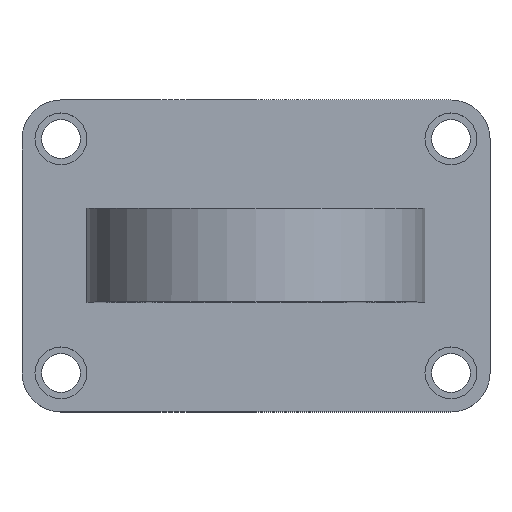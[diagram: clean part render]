
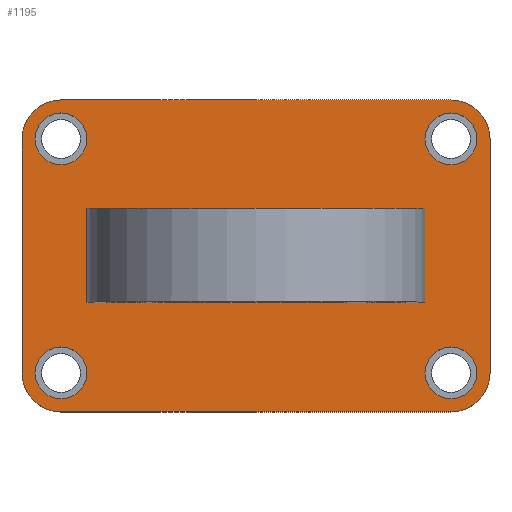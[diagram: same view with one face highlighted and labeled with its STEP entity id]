
A CAD part, top view. The second image highlights one B-rep face of the part: STEP entity #1195.
In plain terms, the highlighted planar face has unit normal (0, 0, 1).
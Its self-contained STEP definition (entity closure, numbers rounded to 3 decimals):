
#134=FACE_BOUND('',#467,.T.);
#135=FACE_BOUND('',#468,.T.);
#136=FACE_BOUND('',#469,.T.);
#137=FACE_BOUND('',#470,.T.);
#138=FACE_BOUND('',#471,.T.);
#139=FACE_BOUND('',#472,.T.);
#206=CIRCLE('',#1322,10.);
#209=CIRCLE('',#1328,10.);
#212=CIRCLE('',#1334,10.);
#215=CIRCLE('',#1340,10.);
#216=CIRCLE('',#1344,15.);
#217=CIRCLE('',#1347,15.);
#218=CIRCLE('',#1350,15.);
#219=CIRCLE('',#1352,15.);
#467=EDGE_LOOP('',(#1069,#1070,#1071,#1072));
#468=EDGE_LOOP('',(#1073));
#469=EDGE_LOOP('',(#1074));
#470=EDGE_LOOP('',(#1075));
#471=EDGE_LOOP('',(#1076));
#472=EDGE_LOOP('',(#1077,#1078,#1079,#1080,#1081,#1082,#1083,#1084));
#490=LINE('',#1770,#540);
#507=LINE('',#2037,#557);
#510=LINE('',#2042,#560);
#512=LINE('',#2046,#562);
#513=LINE('',#2048,#563);
#514=LINE('',#2088,#564);
#518=LINE('',#2097,#568);
#521=LINE('',#2105,#571);
#540=VECTOR('',#1401,90.);
#557=VECTOR('',#1622,130.);
#560=VECTOR('',#1627,36.);
#562=VECTOR('',#1631,130.);
#563=VECTOR('',#1634,36.);
#564=VECTOR('',#1685,150.);
#568=VECTOR('',#1695,90.);
#571=VECTOR('',#1704,150.);
#593=VERTEX_POINT('',#1767);
#594=VERTEX_POINT('',#1769);
#661=VERTEX_POINT('',#2034);
#662=VERTEX_POINT('',#2036);
#663=VERTEX_POINT('',#2040);
#664=VERTEX_POINT('',#2044);
#667=VERTEX_POINT('',#2055);
#670=VERTEX_POINT('',#2064);
#673=VERTEX_POINT('',#2073);
#676=VERTEX_POINT('',#2082);
#677=VERTEX_POINT('',#2086);
#678=VERTEX_POINT('',#2087);
#679=VERTEX_POINT('',#2092);
#680=VERTEX_POINT('',#2096);
#681=VERTEX_POINT('',#2100);
#682=VERTEX_POINT('',#2104);
#708=EDGE_CURVE('',#593,#594,#490,.T.);
#785=EDGE_CURVE('',#662,#661,#507,.T.);
#788=EDGE_CURVE('',#661,#663,#510,.T.);
#790=EDGE_CURVE('',#663,#664,#512,.T.);
#791=EDGE_CURVE('',#664,#662,#513,.T.);
#794=EDGE_CURVE('',#667,#667,#206,.T.);
#797=EDGE_CURVE('',#670,#670,#209,.T.);
#800=EDGE_CURVE('',#673,#673,#212,.T.);
#803=EDGE_CURVE('',#676,#676,#215,.T.);
#804=EDGE_CURVE('',#677,#678,#514,.T.);
#807=EDGE_CURVE('',#678,#679,#216,.T.);
#809=EDGE_CURVE('',#679,#680,#518,.T.);
#811=EDGE_CURVE('',#680,#681,#217,.T.);
#813=EDGE_CURVE('',#681,#682,#521,.T.);
#815=EDGE_CURVE('',#682,#593,#218,.T.);
#816=EDGE_CURVE('',#594,#677,#219,.T.);
#1069=ORIENTED_EDGE('',*,*,#788,.T.);
#1070=ORIENTED_EDGE('',*,*,#790,.T.);
#1071=ORIENTED_EDGE('',*,*,#791,.T.);
#1072=ORIENTED_EDGE('',*,*,#785,.T.);
#1073=ORIENTED_EDGE('',*,*,#794,.T.);
#1074=ORIENTED_EDGE('',*,*,#797,.T.);
#1075=ORIENTED_EDGE('',*,*,#800,.T.);
#1076=ORIENTED_EDGE('',*,*,#803,.T.);
#1077=ORIENTED_EDGE('',*,*,#804,.F.);
#1078=ORIENTED_EDGE('',*,*,#816,.F.);
#1079=ORIENTED_EDGE('',*,*,#708,.F.);
#1080=ORIENTED_EDGE('',*,*,#815,.F.);
#1081=ORIENTED_EDGE('',*,*,#813,.F.);
#1082=ORIENTED_EDGE('',*,*,#811,.F.);
#1083=ORIENTED_EDGE('',*,*,#809,.F.);
#1084=ORIENTED_EDGE('',*,*,#807,.F.);
#1120=PLANE('',#1353);
#1195=ADVANCED_FACE('',(#134,#135,#136,#137,#138,#139),#1120,.T.);
#1322=AXIS2_PLACEMENT_3D('',#2056,#1643,#1644);
#1328=AXIS2_PLACEMENT_3D('',#2065,#1655,#1656);
#1334=AXIS2_PLACEMENT_3D('',#2074,#1667,#1668);
#1340=AXIS2_PLACEMENT_3D('',#2083,#1679,#1680);
#1344=AXIS2_PLACEMENT_3D('',#2093,#1690,#1691);
#1347=AXIS2_PLACEMENT_3D('',#2101,#1699,#1700);
#1350=AXIS2_PLACEMENT_3D('',#2108,#1708,#1709);
#1352=AXIS2_PLACEMENT_3D('',#2110,#1712,#1713);
#1353=AXIS2_PLACEMENT_3D('',#2111,#1714,#1715);
#1401=DIRECTION('',(0.,1.,0.));
#1622=DIRECTION('',(1.,0.,0.));
#1627=DIRECTION('',(0.,-1.,0.));
#1631=DIRECTION('',(-1.,0.,0.));
#1634=DIRECTION('',(0.,1.,0.));
#1643=DIRECTION('center_axis',(0.,0.,-1.));
#1644=DIRECTION('ref_axis',(1.,0.,0.));
#1655=DIRECTION('center_axis',(0.,0.,-1.));
#1656=DIRECTION('ref_axis',(1.,0.,0.));
#1667=DIRECTION('center_axis',(0.,0.,-1.));
#1668=DIRECTION('ref_axis',(1.,0.,0.));
#1679=DIRECTION('center_axis',(0.,0.,-1.));
#1680=DIRECTION('ref_axis',(1.,0.,0.));
#1685=DIRECTION('',(1.,0.,0.));
#1690=DIRECTION('center_axis',(0.,0.,-1.));
#1691=DIRECTION('ref_axis',(1.,0.,0.));
#1695=DIRECTION('',(0.,-1.,0.));
#1699=DIRECTION('center_axis',(0.,0.,-1.));
#1700=DIRECTION('ref_axis',(0.,-1.,0.));
#1704=DIRECTION('',(-1.,0.,0.));
#1708=DIRECTION('center_axis',(0.,0.,-1.));
#1709=DIRECTION('ref_axis',(-1.,0.,0.));
#1712=DIRECTION('center_axis',(0.,0.,-1.));
#1713=DIRECTION('ref_axis',(0.,1.,0.));
#1714=DIRECTION('center_axis',(0.,0.,1.));
#1715=DIRECTION('ref_axis',(1.,0.,0.));
#1767=CARTESIAN_POINT('',(-90.,-45.,19.));
#1769=CARTESIAN_POINT('',(-90.,45.,19.));
#1770=CARTESIAN_POINT('',(-90.,45.,19.));
#2034=CARTESIAN_POINT('',(65.,18.,19.));
#2036=CARTESIAN_POINT('',(-65.,18.,19.));
#2037=CARTESIAN_POINT('',(-32.5,18.,19.));
#2040=CARTESIAN_POINT('',(65.,-18.,19.));
#2042=CARTESIAN_POINT('',(65.,9.,19.));
#2044=CARTESIAN_POINT('',(-65.,-18.,19.));
#2046=CARTESIAN_POINT('',(32.5,-18.,19.));
#2048=CARTESIAN_POINT('',(-65.,-9.,19.));
#2055=CARTESIAN_POINT('',(85.,45.,19.));
#2056=CARTESIAN_POINT('Origin',(75.,45.,19.));
#2064=CARTESIAN_POINT('',(-65.,-45.,19.));
#2065=CARTESIAN_POINT('Origin',(-75.,-45.,19.));
#2073=CARTESIAN_POINT('',(-65.,45.,19.));
#2074=CARTESIAN_POINT('Origin',(-75.,45.,19.));
#2082=CARTESIAN_POINT('',(85.,-45.,19.));
#2083=CARTESIAN_POINT('Origin',(75.,-45.,19.));
#2086=CARTESIAN_POINT('',(-75.,60.,19.));
#2087=CARTESIAN_POINT('',(75.,60.,19.));
#2088=CARTESIAN_POINT('',(75.,60.,19.));
#2092=CARTESIAN_POINT('',(90.,45.,19.));
#2093=CARTESIAN_POINT('Origin',(75.,45.,19.));
#2096=CARTESIAN_POINT('',(90.,-45.,19.));
#2097=CARTESIAN_POINT('',(90.,-45.,19.));
#2100=CARTESIAN_POINT('',(75.,-60.,19.));
#2101=CARTESIAN_POINT('Origin',(75.,-45.,19.));
#2104=CARTESIAN_POINT('',(-75.,-60.,19.));
#2105=CARTESIAN_POINT('',(-75.,-60.,19.));
#2108=CARTESIAN_POINT('Origin',(-75.,-45.,19.));
#2110=CARTESIAN_POINT('Origin',(-75.,45.,19.));
#2111=CARTESIAN_POINT('Origin',(0.,0.,
19.));
